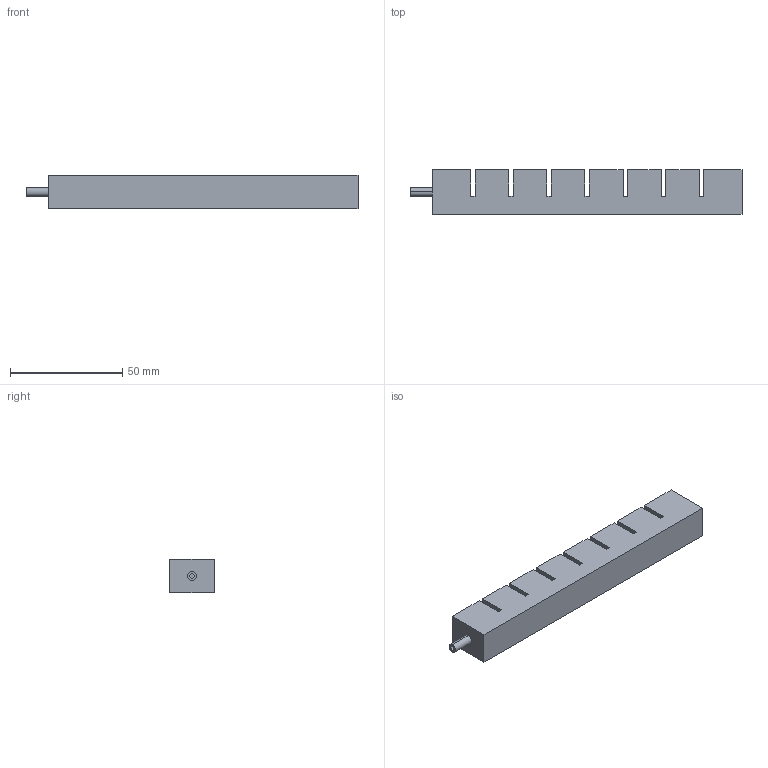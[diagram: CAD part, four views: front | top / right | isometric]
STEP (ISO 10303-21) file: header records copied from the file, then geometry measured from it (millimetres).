
FILE_DESCRIPTION (( 'STEP AP203' ), '1' );
FILE_NAME ('new(for_FSI).STEP', '2023-09-21T17:03:46', ( '' ), ( '' ), 'SwSTEP 2.0', 'SolidWorks 2018', '' );
FILE_SCHEMA (( 'CONFIG_CONTROL_DESIGN' ));
Length unit declared in the file: millimetre
Products named in the file (1): new(for_FSI)
Bounding box: 148 x 20 x 15 mm (x, y, z)
Volume: 34293.4 mm3; surface area: 16471.9 mm2
Topology: 1 solids, 1 shells, 101 faces, 288 edges, 192 vertices
Faces by surface type: plane 97, cylinder 4
Entity records: 3307 total; most frequent: CARTESIAN_POINT 582, ORIENTED_EDGE 576, DIRECTION 500, EDGE_CURVE 288, LINE 280, VECTOR 280, VERTEX_POINT 192, AXIS2_PLACEMENT_3D 110
